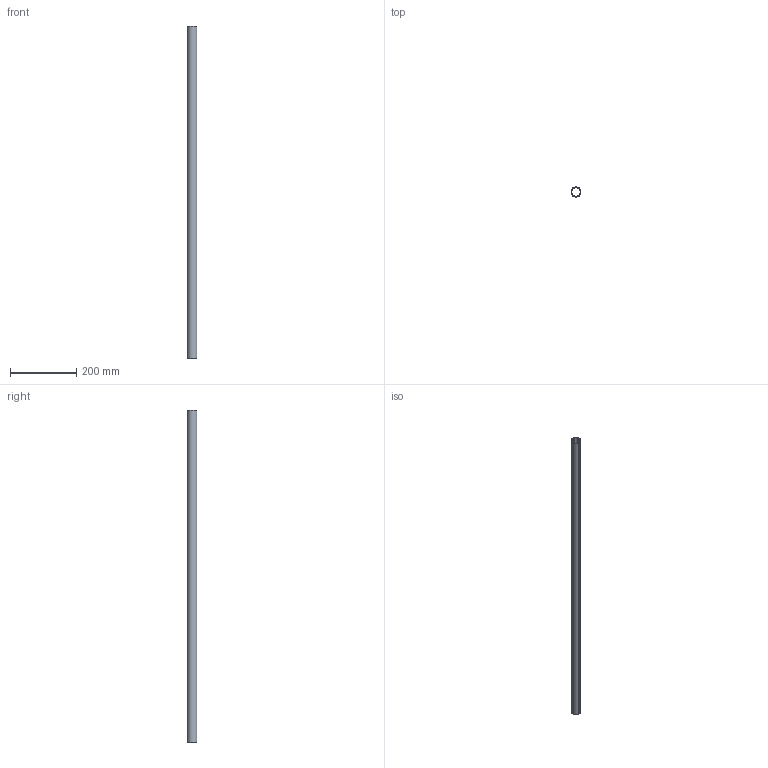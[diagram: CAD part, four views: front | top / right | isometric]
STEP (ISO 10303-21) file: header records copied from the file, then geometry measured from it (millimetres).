
FILE_DESCRIPTION(/* description */ ('KriTec Rohr D30, natur'),/* implementation_level */ '2;1');
FILE_NAME(/* name */ '14313_KriTec_Rohr_D30_natur.stp',/* time_stamp */ '2020-04-17T14:19:14+02:00',/* author */ ('Nell'),/* organization */ (''),/* preprocessor_version */ 'ST-DEVELOPER v17',/* originating_system */ 'Autodesk Inventor 2018',/* authorisation */ '');
FILE_SCHEMA (('AUTOMOTIVE_DESIGN { 1 0 10303 214 3 1 1 }'));
Length unit declared in the file: millimetre
Products named in the file (1): 14313 -1000
Bounding box: 30 x 30 x 1000 mm (x, y, z)
Volume: 140265.1 mm3; surface area: 183907.8 mm2
Topology: 1 solids, 1 shells, 77 faces, 225 edges, 150 vertices
Faces by surface type: cylinder 59, plane 18
Full cylindrical faces by diameter (mm): 30 x1
Entity records: 2660 total; most frequent: DIRECTION 499, CARTESIAN_POINT 453, ORIENTED_EDGE 450, EDGE_CURVE 225, AXIS2_PLACEMENT_3D 196, VERTEX_POINT 150, CIRCLE 118, LINE 107
